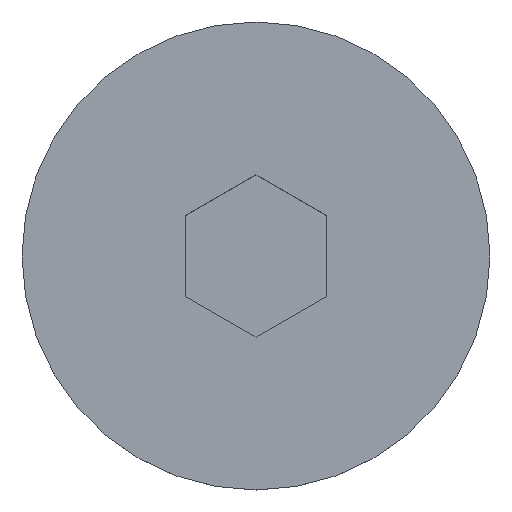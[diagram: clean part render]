
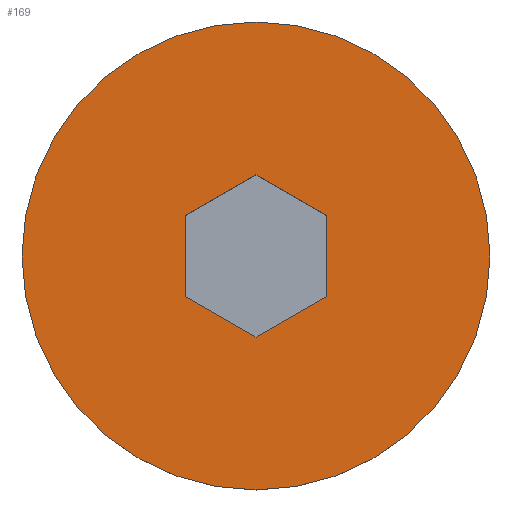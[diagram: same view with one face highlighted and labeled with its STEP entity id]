
A CAD part, top view. The second image highlights one B-rep face of the part: STEP entity #169.
In plain terms, the highlighted planar face has unit normal (0, 0, 1).
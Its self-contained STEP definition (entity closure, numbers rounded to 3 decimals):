
#8 = ORIENTED_EDGE ( 'NONE', *, *, #77, .T. ) ;
#11 = VERTEX_POINT ( 'NONE', #382 ) ;
#15 = DIRECTION ( 'NONE',  ( 1., 0., 0. ) ) ;
#27 = VERTEX_POINT ( 'NONE', #42 ) ;
#36 = VERTEX_POINT ( 'NONE', #122 ) ;
#39 = FACE_BOUND ( 'NONE', #216, .T. ) ;
#42 = CARTESIAN_POINT ( 'NONE',  ( 0., -1.732, 0. ) ) ;
#46 = CARTESIAN_POINT ( 'NONE',  ( 0., 1.732, 0. ) ) ;
#47 = VECTOR ( 'NONE', #201, 1000. ) ;
#51 = DIRECTION ( 'NONE',  ( 0., 0., -1. ) ) ;
#54 = LINE ( 'NONE', #316, #349 ) ;
#61 = LINE ( 'NONE', #46, #265 ) ;
#73 = DIRECTION ( 'NONE',  ( 0., 0., -1. ) ) ;
#74 = VECTOR ( 'NONE', #374, 1000. ) ;
#77 = EDGE_CURVE ( 'NONE', #391, #27, #167, .T. ) ;
#89 = VERTEX_POINT ( 'NONE', #399 ) ;
#103 = EDGE_CURVE ( 'NONE', #437, #36, #54, .T. ) ;
#105 = EDGE_CURVE ( 'NONE', #11, #437, #61, .T. ) ;
#112 = AXIS2_PLACEMENT_3D ( 'NONE', #401, #253, #15 ) ;
#113 = CARTESIAN_POINT ( 'NONE',  ( 5., 0., 0. ) ) ;
#122 = CARTESIAN_POINT ( 'NONE',  ( 1.5, 0.866, 0. ) ) ;
#125 = EDGE_CURVE ( 'NONE', #490, #385, #233, .T. ) ;
#145 = CARTESIAN_POINT ( 'NONE',  ( -1.5, -0.866, 0. ) ) ;
#148 = DIRECTION ( 'NONE',  ( 0., 1., 0. ) ) ;
#152 = CARTESIAN_POINT ( 'NONE',  ( 0., 1.732, 0. ) ) ;
#167 = LINE ( 'NONE', #462, #47 ) ;
#168 = ORIENTED_EDGE ( 'NONE', *, *, #103, .T. ) ;
#169 = ADVANCED_FACE ( 'NONE', ( #39, #353 ), #252, .T. ) ;
#170 = VECTOR ( 'NONE', #148, 1000. ) ;
#185 = AXIS2_PLACEMENT_3D ( 'NONE', #192, #73, #446 ) ;
#192 = CARTESIAN_POINT ( 'NONE',  ( 0., 0., 0. ) ) ;
#201 = DIRECTION ( 'NONE',  ( -0.866, -0.5, 0. ) ) ;
#207 = ORIENTED_EDGE ( 'NONE', *, *, #125, .F. ) ;
#216 = EDGE_LOOP ( 'NONE', ( #479, #8, #358, #491, #478, #168 ) ) ;
#225 = CARTESIAN_POINT ( 'NONE',  ( 1.5, -0.866, 0. ) ) ;
#233 = CIRCLE ( 'NONE', #388, 5. ) ;
#252 = PLANE ( 'NONE',  #112 ) ;
#253 = DIRECTION ( 'NONE',  ( 0., 0., 1. ) ) ;
#265 = VECTOR ( 'NONE', #315, 1000. ) ;
#274 = VECTOR ( 'NONE', #337, 1000. ) ;
#276 = EDGE_LOOP ( 'NONE', ( #369, #207 ) ) ;
#315 = DIRECTION ( 'NONE',  ( 0.866, 0.5, 0. ) ) ;
#316 = CARTESIAN_POINT ( 'NONE',  ( 1.5, 0.866, 0. ) ) ;
#319 = CARTESIAN_POINT ( 'NONE',  ( 0., 0., 0. ) ) ;
#329 = LINE ( 'NONE', #225, #274 ) ;
#337 = DIRECTION ( 'NONE',  ( 0., -1., 0. ) ) ;
#340 = LINE ( 'NONE', #380, #170 ) ;
#349 = VECTOR ( 'NONE', #356, 1000. ) ;
#353 = FACE_OUTER_BOUND ( 'NONE', #276, .T. ) ;
#356 = DIRECTION ( 'NONE',  ( 0.866, -0.5, 0. ) ) ;
#358 = ORIENTED_EDGE ( 'NONE', *, *, #475, .T. ) ;
#369 = ORIENTED_EDGE ( 'NONE', *, *, #451, .F. ) ;
#373 = LINE ( 'NONE', #145, #74 ) ;
#374 = DIRECTION ( 'NONE',  ( -0.866, 0.5, 0. ) ) ;
#380 = CARTESIAN_POINT ( 'NONE',  ( -1.5, 0.866, 0. ) ) ;
#382 = CARTESIAN_POINT ( 'NONE',  ( -1.5, 0.866, 0. ) ) ;
#385 = VERTEX_POINT ( 'NONE', #113 ) ;
#388 = AXIS2_PLACEMENT_3D ( 'NONE', #319, #51, #393 ) ;
#391 = VERTEX_POINT ( 'NONE', #452 ) ;
#393 = DIRECTION ( 'NONE',  ( 1., 0., 0. ) ) ;
#399 = CARTESIAN_POINT ( 'NONE',  ( -1.5, -0.866, 0. ) ) ;
#401 = CARTESIAN_POINT ( 'NONE',  ( 2.5, 0., 0. ) ) ;
#402 = EDGE_CURVE ( 'NONE', #89, #11, #340, .T. ) ;
#415 = EDGE_CURVE ( 'NONE', #36, #391, #329, .T. ) ;
#437 = VERTEX_POINT ( 'NONE', #152 ) ;
#445 = CARTESIAN_POINT ( 'NONE',  ( -5., 0., 0. ) ) ;
#446 = DIRECTION ( 'NONE',  ( 1., 0., 0. ) ) ;
#447 = CIRCLE ( 'NONE', #185, 5. ) ;
#451 = EDGE_CURVE ( 'NONE', #385, #490, #447, .T. ) ;
#452 = CARTESIAN_POINT ( 'NONE',  ( 1.5, -0.866, 0. ) ) ;
#462 = CARTESIAN_POINT ( 'NONE',  ( 1.5, -0.866, 0. ) ) ;
#475 = EDGE_CURVE ( 'NONE', #27, #89, #373, .T. ) ;
#478 = ORIENTED_EDGE ( 'NONE', *, *, #105, .T. ) ;
#479 = ORIENTED_EDGE ( 'NONE', *, *, #415, .T. ) ;
#490 = VERTEX_POINT ( 'NONE', #445 ) ;
#491 = ORIENTED_EDGE ( 'NONE', *, *, #402, .T. ) ;
